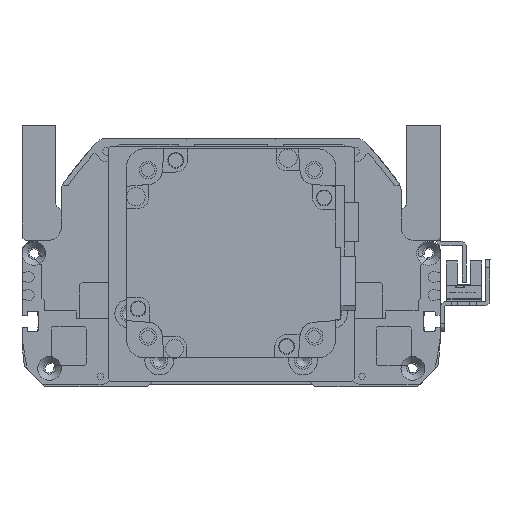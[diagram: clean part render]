
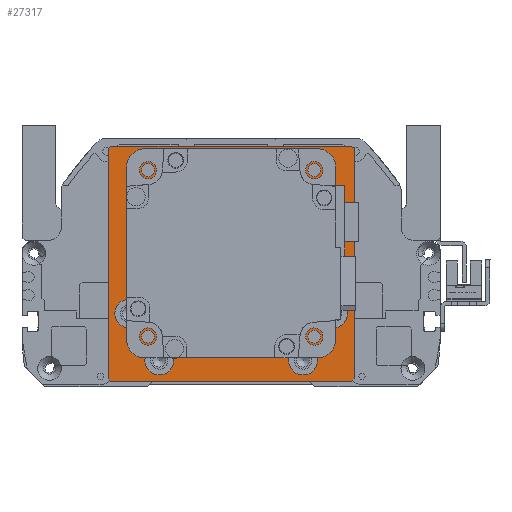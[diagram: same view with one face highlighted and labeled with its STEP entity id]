
A CAD part, front view. The second image highlights one B-rep face of the part: STEP entity #27317.
In plain terms, the highlighted face is planar.
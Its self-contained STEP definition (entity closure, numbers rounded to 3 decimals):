
#410=FACE_BOUND('',#5820,.T.);
#411=FACE_BOUND('',#5821,.T.);
#412=FACE_BOUND('',#5822,.T.);
#413=FACE_BOUND('',#5823,.T.);
#414=FACE_BOUND('',#5824,.T.);
#415=FACE_BOUND('',#5825,.T.);
#416=FACE_BOUND('',#5826,.T.);
#417=FACE_BOUND('',#5827,.T.);
#418=FACE_BOUND('',#5828,.T.);
#1767=PLANE('',#30267);
#4161=FACE_OUTER_BOUND('',#5819,.T.);
#5819=EDGE_LOOP('',(#25256,#25257,#25258,#25259,#25260,#25261,#25262,#25263));
#5820=EDGE_LOOP('',(#25264));
#5821=EDGE_LOOP('',(#25265));
#5822=EDGE_LOOP('',(#25266));
#5823=EDGE_LOOP('',(#25267));
#5824=EDGE_LOOP('',(#25268));
#5825=EDGE_LOOP('',(#25269));
#5826=EDGE_LOOP('',(#25270));
#5827=EDGE_LOOP('',(#25271));
#5828=EDGE_LOOP('',(#25272));
#7996=LINE('',#48455,#10209);
#7998=LINE('',#48459,#10211);
#8001=LINE('',#48465,#10214);
#8002=LINE('',#48467,#10215);
#8003=LINE('',#48469,#10216);
#8004=LINE('',#48471,#10217);
#8005=LINE('',#48473,#10218);
#8006=LINE('',#48474,#10219);
#10209=VECTOR('',#37479,10.);
#10211=VECTOR('',#37483,10.);
#10214=VECTOR('',#37488,10.);
#10215=VECTOR('',#37489,10.);
#10216=VECTOR('',#37490,10.);
#10217=VECTOR('',#37491,10.);
#10218=VECTOR('',#37492,10.);
#10219=VECTOR('',#37493,10.);
#11612=CIRCLE('',#30268,35.);
#11613=CIRCLE('',#30269,2.459);
#11614=CIRCLE('',#30270,2.459);
#11615=CIRCLE('',#30271,2.459);
#11616=CIRCLE('',#30272,2.459);
#11617=CIRCLE('',#30273,5.5);
#11618=CIRCLE('',#30274,5.5);
#11619=CIRCLE('',#30275,5.5);
#11620=CIRCLE('',#30276,5.5);
#14082=VERTEX_POINT('',#48452);
#14083=VERTEX_POINT('',#48454);
#14084=VERTEX_POINT('',#48458);
#14086=VERTEX_POINT('',#48464);
#14087=VERTEX_POINT('',#48466);
#14088=VERTEX_POINT('',#48468);
#14089=VERTEX_POINT('',#48470);
#14090=VERTEX_POINT('',#48472);
#14091=VERTEX_POINT('',#48475);
#14092=VERTEX_POINT('',#48477);
#14093=VERTEX_POINT('',#48479);
#14094=VERTEX_POINT('',#48481);
#14095=VERTEX_POINT('',#48483);
#14096=VERTEX_POINT('',#48485);
#14097=VERTEX_POINT('',#48487);
#14098=VERTEX_POINT('',#48489);
#14099=VERTEX_POINT('',#48491);
#17844=EDGE_CURVE('',#14082,#14083,#7996,.T.);
#17846=EDGE_CURVE('',#14084,#14083,#7998,.T.);
#17849=EDGE_CURVE('',#14082,#14086,#8001,.T.);
#17850=EDGE_CURVE('',#14087,#14086,#8002,.T.);
#17851=EDGE_CURVE('',#14087,#14088,#8003,.T.);
#17852=EDGE_CURVE('',#14089,#14088,#8004,.T.);
#17853=EDGE_CURVE('',#14089,#14090,#8005,.T.);
#17854=EDGE_CURVE('',#14084,#14090,#8006,.T.);
#17855=EDGE_CURVE('',#14091,#14091,#11612,.T.);
#17856=EDGE_CURVE('',#14092,#14092,#11613,.T.);
#17857=EDGE_CURVE('',#14093,#14093,#11614,.T.);
#17858=EDGE_CURVE('',#14094,#14094,#11615,.T.);
#17859=EDGE_CURVE('',#14095,#14095,#11616,.T.);
#17860=EDGE_CURVE('',#14096,#14096,#11617,.T.);
#17861=EDGE_CURVE('',#14097,#14097,#11618,.T.);
#17862=EDGE_CURVE('',#14098,#14098,#11619,.T.);
#17863=EDGE_CURVE('',#14099,#14099,#11620,.T.);
#25256=ORIENTED_EDGE('',*,*,#17844,.F.);
#25257=ORIENTED_EDGE('',*,*,#17849,.T.);
#25258=ORIENTED_EDGE('',*,*,#17850,.F.);
#25259=ORIENTED_EDGE('',*,*,#17851,.T.);
#25260=ORIENTED_EDGE('',*,*,#17852,.F.);
#25261=ORIENTED_EDGE('',*,*,#17853,.T.);
#25262=ORIENTED_EDGE('',*,*,#17854,.F.);
#25263=ORIENTED_EDGE('',*,*,#17846,.T.);
#25264=ORIENTED_EDGE('',*,*,#17855,.T.);
#25265=ORIENTED_EDGE('',*,*,#17856,.T.);
#25266=ORIENTED_EDGE('',*,*,#17857,.T.);
#25267=ORIENTED_EDGE('',*,*,#17858,.T.);
#25268=ORIENTED_EDGE('',*,*,#17859,.T.);
#25269=ORIENTED_EDGE('',*,*,#17860,.T.);
#25270=ORIENTED_EDGE('',*,*,#17861,.T.);
#25271=ORIENTED_EDGE('',*,*,#17862,.T.);
#25272=ORIENTED_EDGE('',*,*,#17863,.T.);
#27317=ADVANCED_FACE('',(#4161,#410,#411,#412,#413,#414,#415,#416,#417,
#418),#1767,.T.);
#30267=AXIS2_PLACEMENT_3D('',#48463,#37486,#37487);
#30268=AXIS2_PLACEMENT_3D('',#48476,#37494,#37495);
#30269=AXIS2_PLACEMENT_3D('',#48478,#37496,#37497);
#30270=AXIS2_PLACEMENT_3D('',#48480,#37498,#37499);
#30271=AXIS2_PLACEMENT_3D('',#48482,#37500,#37501);
#30272=AXIS2_PLACEMENT_3D('',#48484,#37502,#37503);
#30273=AXIS2_PLACEMENT_3D('',#48486,#37504,#37505);
#30274=AXIS2_PLACEMENT_3D('',#48488,#37506,#37507);
#30275=AXIS2_PLACEMENT_3D('',#48490,#37508,#37509);
#30276=AXIS2_PLACEMENT_3D('',#48492,#37510,#37511);
#37479=DIRECTION('',(0.707,0.707,0.));
#37483=DIRECTION('',(-1.,0.,0.));
#37486=DIRECTION('center_axis',(0.,0.,1.));
#37487=DIRECTION('ref_axis',(1.,0.,0.));
#37488=DIRECTION('',(0.,-1.,0.));
#37489=DIRECTION('',(-0.707,0.707,0.));
#37490=DIRECTION('',(1.,0.,0.));
#37491=DIRECTION('',(-0.707,-0.707,0.));
#37492=DIRECTION('',(0.,1.,0.));
#37493=DIRECTION('',(0.707,-0.707,0.));
#37494=DIRECTION('center_axis',(0.,0.,-1.));
#37495=DIRECTION('ref_axis',(1.,0.,0.));
#37496=DIRECTION('center_axis',(0.,0.,-1.));
#37497=DIRECTION('ref_axis',(1.,0.,0.));
#37498=DIRECTION('center_axis',(0.,0.,-1.));
#37499=DIRECTION('ref_axis',(1.,0.,0.));
#37500=DIRECTION('center_axis',(0.,0.,-1.));
#37501=DIRECTION('ref_axis',(1.,0.,0.));
#37502=DIRECTION('center_axis',(0.,0.,-1.));
#37503=DIRECTION('ref_axis',(1.,0.,0.));
#37504=DIRECTION('center_axis',(0.,0.,-1.));
#37505=DIRECTION('ref_axis',(1.,0.,0.));
#37506=DIRECTION('center_axis',(0.,0.,-1.));
#37507=DIRECTION('ref_axis',(1.,0.,0.));
#37508=DIRECTION('center_axis',(0.,0.,-1.));
#37509=DIRECTION('ref_axis',(1.,0.,0.));
#37510=DIRECTION('center_axis',(0.,0.,-1.));
#37511=DIRECTION('ref_axis',(1.,0.,0.));
#48452=CARTESIAN_POINT('',(-47.,44.5,76.));
#48454=CARTESIAN_POINT('',(-46.,45.5,76.));
#48455=CARTESIAN_POINT('',(-46.125,45.375,76.));
#48458=CARTESIAN_POINT('',(46.,45.5,76.));
#48459=CARTESIAN_POINT('',(47.,45.5,76.));
#48463=CARTESIAN_POINT('Origin',(0.,0.,
76.));
#48464=CARTESIAN_POINT('',(-47.,-43.5,76.));
#48465=CARTESIAN_POINT('',(-47.,44.5,76.));
#48466=CARTESIAN_POINT('',(-46.,-44.5,76.));
#48467=CARTESIAN_POINT('',(-45.875,-44.625,76.));
#48468=CARTESIAN_POINT('',(46.,-44.5,76.));
#48469=CARTESIAN_POINT('',(-47.,-44.5,76.));
#48470=CARTESIAN_POINT('',(47.,-43.5,76.));
#48471=CARTESIAN_POINT('',(45.875,-44.625,76.));
#48472=CARTESIAN_POINT('',(47.,44.5,76.));
#48473=CARTESIAN_POINT('',(47.,-44.5,76.));
#48474=CARTESIAN_POINT('',(46.125,45.375,76.));
#48475=CARTESIAN_POINT('',(-35.,4.5,76.));
#48476=CARTESIAN_POINT('Origin',(0.,4.5,76.));
#48477=CARTESIAN_POINT('',(29.361,-27.32,76.));
#48478=CARTESIAN_POINT('Origin',(31.82,-27.32,76.));
#48479=CARTESIAN_POINT('',(29.361,36.32,76.));
#48480=CARTESIAN_POINT('Origin',(31.82,36.32,76.));
#48481=CARTESIAN_POINT('',(-34.278,36.32,76.));
#48482=CARTESIAN_POINT('Origin',(-31.82,36.32,76.));
#48483=CARTESIAN_POINT('',(-34.278,-27.32,76.));
#48484=CARTESIAN_POINT('Origin',(-31.82,-27.32,76.));
#48485=CARTESIAN_POINT('',(-44.5,-18.5,76.));
#48486=CARTESIAN_POINT('Origin',(-39.,-18.5,76.));
#48487=CARTESIAN_POINT('',(33.5,-18.5,76.));
#48488=CARTESIAN_POINT('Origin',(39.,-18.5,76.));
#48489=CARTESIAN_POINT('',(22.,-36.5,76.));
#48490=CARTESIAN_POINT('Origin',(27.5,-36.5,76.));
#48491=CARTESIAN_POINT('',(-33.,-36.5,76.));
#48492=CARTESIAN_POINT('Origin',(-27.5,-36.5,76.));
